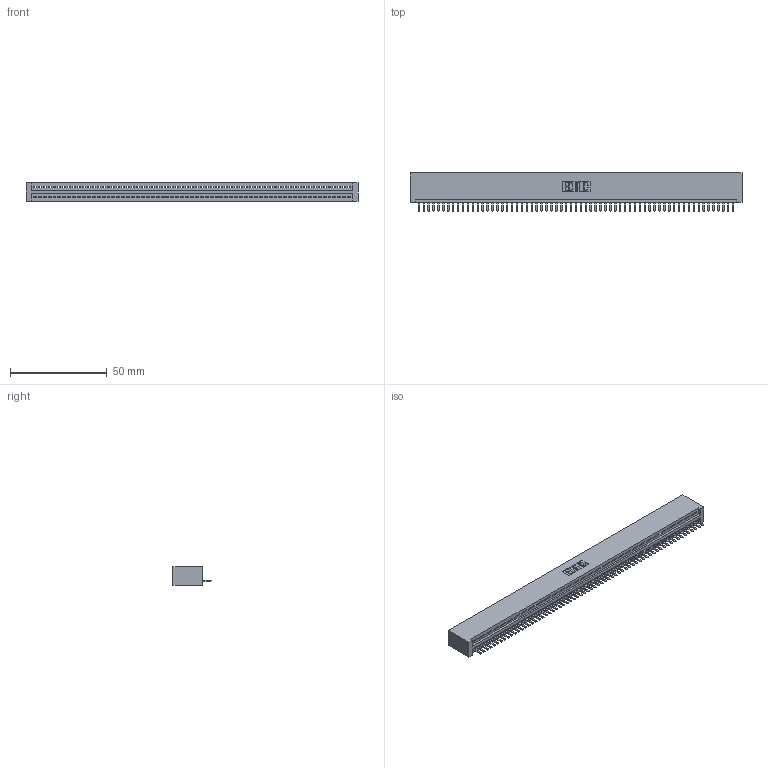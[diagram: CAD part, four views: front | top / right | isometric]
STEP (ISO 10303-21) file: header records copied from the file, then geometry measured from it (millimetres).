
FILE_DESCRIPTION (( 'STEP AP203' ), '1' );
FILE_NAME ('395-065-520-101.STEP', '2019-10-25T03:48:04', ( '' ), ( '' ), 'SwSTEP 2.0', 'SolidWorks 2016', '' );
FILE_SCHEMA (( 'CONFIG_CONTROL_DESIGN' ));
Length unit declared in the file: inch
Products named in the file (3): 345-292-001_345-293-120; 395-065-520-101; 345 Part_No Mounting Lugs
Assembly tree (66 placements, depth 2):
  395-065-520-101
    345 Part_No Mounting Lugs
    345-292-001_345-293-120  x65
Bounding box: 171.7 x 19.68 x 9.4 mm (x, y, z)
Volume: 16894.4 mm3; surface area: 22342.2 mm2
Topology: 66 solids, 66 shells, 4148 faces, 12277 edges, 8010 vertices
Faces by surface type: plane 2806, cylinder 1342
Entity records: 45661 total; most frequent: CARTESIAN_POINT 7927, ORIENTED_EDGE 7914, DIRECTION 6871, EDGE_CURVE 3957, LINE 3569, VECTOR 3569, VERTEX_POINT 2634, AXIS2_PLACEMENT_3D 1651
